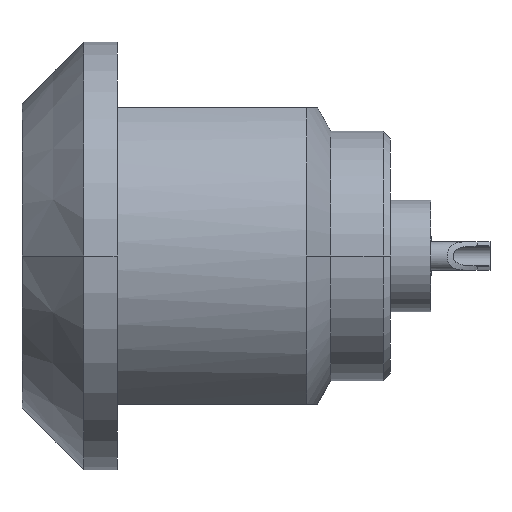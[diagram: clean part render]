
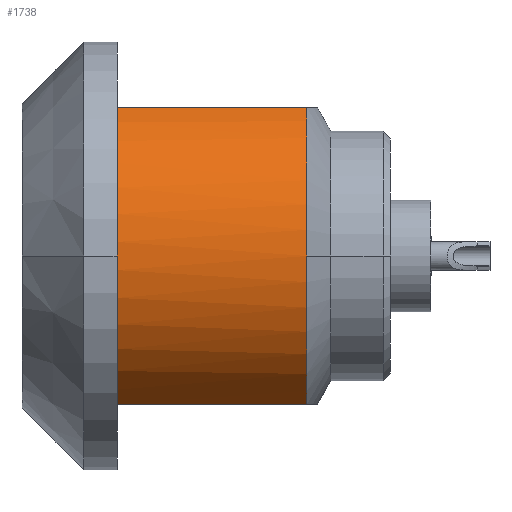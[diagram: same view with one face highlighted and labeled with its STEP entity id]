
A CAD part, front view. The second image highlights one B-rep face of the part: STEP entity #1738.
In plain terms, the highlighted cylindrical face has radius 7 mm (diameter 14 mm), a partial arc.
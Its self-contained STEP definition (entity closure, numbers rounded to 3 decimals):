
#141=CARTESIAN_POINT('',(-0.11,-3.152,-6.25));
#500=CARTESIAN_POINT('',(-0.11,0.,0.));
#501=DIRECTION('',(1.,0.,0.));
#502=DIRECTION('',(0.,-0.45,0.893));
#503=AXIS2_PLACEMENT_3D('',#500,#501,#502);
#505=CARTESIAN_POINT('',(-0.11,0.,0.));
#506=DIRECTION('',(-1.,0.,0.));
#507=DIRECTION('',(0.,-0.45,-0.893));
#508=AXIS2_PLACEMENT_3D('',#505,#506,#507);
#510=DIRECTION('',(1.,0.,0.));
#511=VECTOR('',#510,7.99);
#512=CARTESIAN_POINT('',(-8.1,-3.152,-6.25));
#513=LINE('',#512,#511);
#514=CARTESIAN_POINT('',(-8.1,0.,0.));
#515=DIRECTION('',(-1.,0.,0.));
#516=DIRECTION('',(0.,-0.45,-0.893));
#517=AXIS2_PLACEMENT_3D('',#514,#515,#516);
#519=DIRECTION('',(1.,0.,0.));
#520=VECTOR('',#519,7.99);
#521=CARTESIAN_POINT('',(-8.1,-3.152,6.25));
#522=LINE('',#521,#520);
#538=CARTESIAN_POINT('',(-0.11,-3.152,6.25));
#1044=CARTESIAN_POINT('',(-0.11,-7.,0.));
#1046=VERTEX_POINT('',#1044);
#1059=CARTESIAN_POINT('',(-8.1,-3.152,-6.25));
#1061=VERTEX_POINT('',#1059);
#1063=CARTESIAN_POINT('',(-8.1,-3.152,6.25));
#1065=VERTEX_POINT('',#1063);
#1068=VERTEX_POINT('',#538);
#1069=VERTEX_POINT('',#141);
#1724=CARTESIAN_POINT('',(-12.875,0.,0.));
#1725=DIRECTION('',(1.,0.,0.));
#1726=DIRECTION('',(0.,-1.,0.));
#1727=AXIS2_PLACEMENT_3D('',#1724,#1725,#1726);
#1728=CYLINDRICAL_SURFACE('',#1727,7.);
#1730=ORIENTED_EDGE('',*,*,#1729,.T.);
#1731=ORIENTED_EDGE('',*,*,#1278,.F.);
#1732=ORIENTED_EDGE('',*,*,#1297,.F.);
#1733=ORIENTED_EDGE('',*,*,#1320,.T.);
#1735=ORIENTED_EDGE('',*,*,#1734,.T.);
#1736=EDGE_LOOP('',(#1730,#1731,#1732,#1733,#1735));
#1737=FACE_OUTER_BOUND('',#1736,.F.);
#1738=ADVANCED_FACE('',(#1737),#1728,.T.);
#504=CIRCLE('',#503,7.);
#509=CIRCLE('',#508,7.);
#518=CIRCLE('',#517,7.);
#1278=EDGE_CURVE('',#1069,#1046,#509,.T.);
#1297=EDGE_CURVE('',#1061,#1069,#513,.T.);
#1320=EDGE_CURVE('',#1061,#1065,#518,.T.);
#1729=EDGE_CURVE('',#1068,#1046,#504,.T.);
#1734=EDGE_CURVE('',#1065,#1068,#522,.T.);
